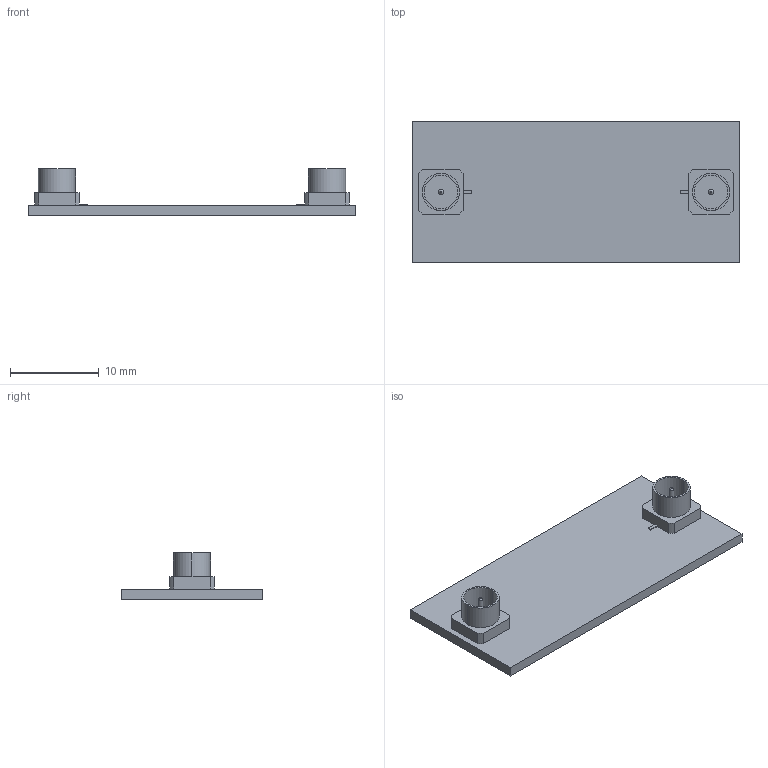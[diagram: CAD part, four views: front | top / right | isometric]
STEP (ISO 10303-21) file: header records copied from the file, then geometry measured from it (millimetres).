
FILE_DESCRIPTION(('Open CASCADE Model'),'2;1');
FILE_NAME('Open CASCADE Shape Model','2024-08-17T12:09:43',('Author'),( 'Open CASCADE'),'Open CASCADE STEP processor 7.5','Open CASCADE 7.5' ,'Unknown');
FILE_SCHEMA(('AUTOMOTIVE_DESIGN { 1 0 10303 214 1 1 1 1 }'));
Length unit declared in the file: millimetre
Products named in the file (6): PCB; Board; Open CASCADE STEP translator 7.5 4.1.1; J2; 19S141-40ML5-mymodel; J1
Assembly tree (6 placements, depth 3):
  PCB
    Board
      Open CASCADE STEP translator 7.5 4.1.1
    J2
      19S141-40ML5-mymodel
    J1
      19S141-40ML5-mymodel
Bounding box: 37 x 16 x 5.26 mm (x, y, z)
Volume: 764.9 mm3; surface area: 1617.1 mm2
Topology: 3 solids, 3 shells, 64 faces, 152 edges, 100 vertices
Faces by surface type: plane 32, cylinder 28, cone 4
Full cylindrical faces by diameter (mm): 0.4 x8
Entity records: 1299 total; most frequent: DIRECTION 224, CARTESIAN_POINT 202, ORIENTED_EDGE 188, EDGE_CURVE 94, AXIS2_PLACEMENT_3D 84, VERTEX_POINT 62, FACE_BOUND 58, EDGE_LOOP 58
